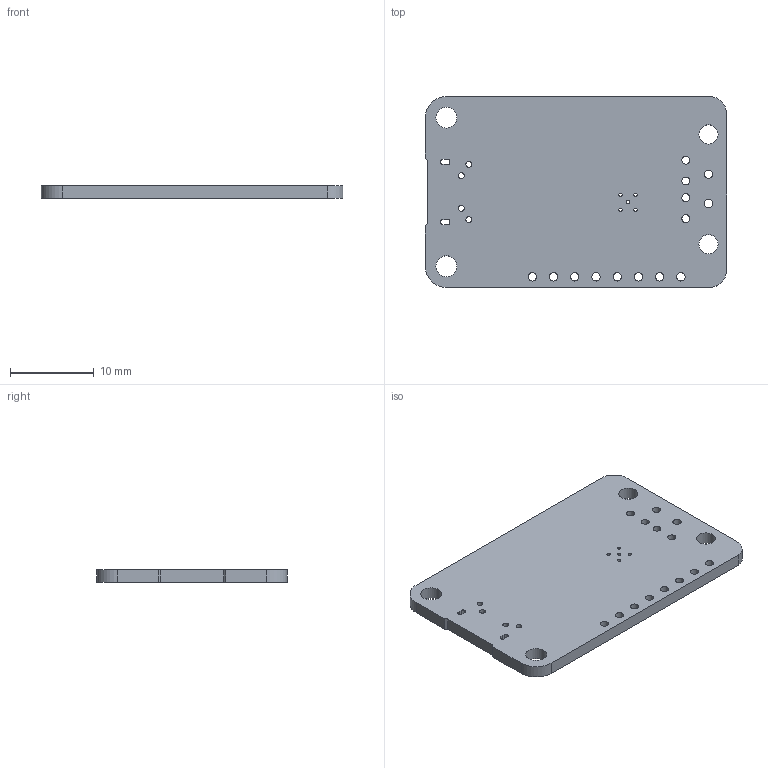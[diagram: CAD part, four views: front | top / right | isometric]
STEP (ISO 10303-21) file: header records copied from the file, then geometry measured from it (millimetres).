
FILE_DESCRIPTION(('KiCad electronic assembly'),'2;1');
FILE_NAME('Adafruit PowerBoost 1000C Rev B.step','2025-03-30T12:49:10',( 'Pcbnew'),('Kicad'),'Open CASCADE STEP processor 7.8', 'KiCad to STEP converter','Unknown');
FILE_SCHEMA(('AUTOMOTIVE_DESIGN { 1 0 10303 214 1 1 1 1 }'));
Length unit declared in the file: millimetre
Products named in the file (2): Adafruit PowerBoost 1000C Rev B 1; Adafruit PowerBoost 1000C Rev B_PCB
Assembly tree (1 placements, depth 2):
  Adafruit PowerBoost 1000C Rev B 1
    Adafruit PowerBoost 1000C Rev B_PCB
Bounding box: 36.1 x 22.86 x 1.51 mm (x, y, z)
Volume: 1186.6 mm3; surface area: 1886.6 mm2
Topology: 1 solids, 1 shells, 57 faces, 165 edges, 110 vertices
Faces by surface type: cylinder 39, plane 18
Full cylindrical faces by diameter (mm): 0.4 x5, 0.7 x4, 0.95 x4, 1 x10, 2.3 x2, 2.5 x2
Entity records: 2070 total; most frequent: DIRECTION 361, CARTESIAN_POINT 334, ORIENTED_EDGE 330, EDGE_CURVE 165, AXIS2_PLACEMENT_3D 137, FACE_BOUND 115, EDGE_LOOP 115, VERTEX_POINT 110
